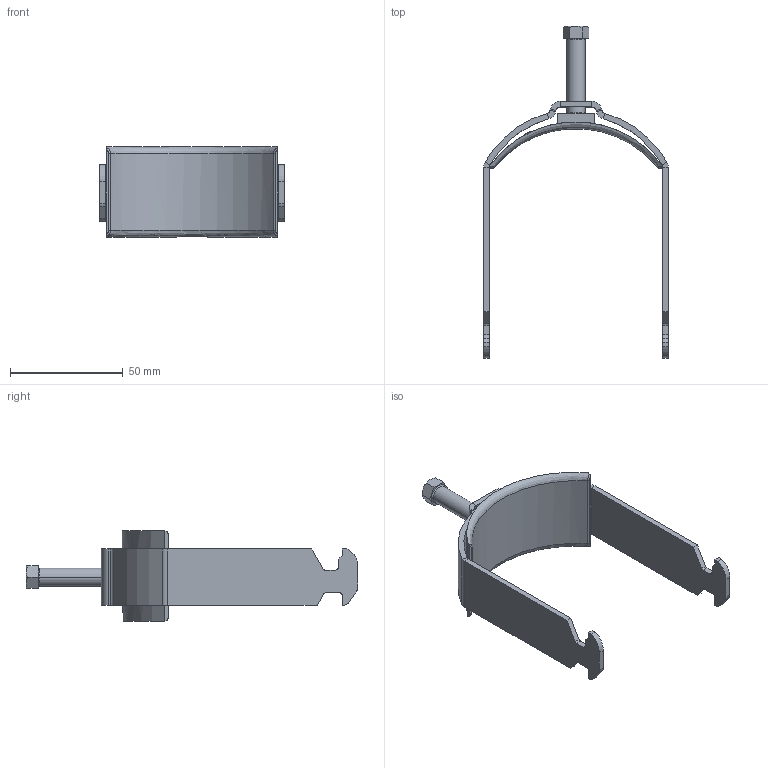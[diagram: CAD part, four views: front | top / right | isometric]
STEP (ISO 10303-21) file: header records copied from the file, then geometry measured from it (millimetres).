
FILE_DESCRIPTION((''),'2;1');
FILE_NAME('1160761_ASM','2015-06-18T',('AndreasKeweloh'),(''),'CREO PARAMETRIC BY PTC INC, 2015080','CREO PARAMETRIC BY PTC INC, 2015080','');
FILE_SCHEMA(('CONFIG_CONTROL_DESIGN'));
Length unit declared in the file: millimetre
Products named in the file (5): EB104-13-01; EB104-13-02; EB104-00-04; EB104-00-03_DRUCKSCHRAUBE_-_M8_; 1160761_ASM
Assembly tree (4 placements, depth 2):
  1160761_ASM
    EB104-13-01
    EB104-13-02
    EB104-00-04
    EB104-00-03_DRUCKSCHRAUBE_-_M8_
Bounding box: 82 x 147.5 x 40 mm (x, y, z)
Volume: 28514.9 mm3; surface area: 24216.1 mm2
Topology: 4 solids, 4 shells, 316 faces, 811 edges, 520 vertices
Faces by surface type: plane 137, bspline 88, cylinder 51, extrusion 32, cone 4, torus 4
Entity records: 17297 total; most frequent: CARTESIAN_POINT 10145, ORIENTED_EDGE 1622, DIRECTION 1138, EDGE_CURVE 811, VERTEX_POINT 520, VECTOR 468, LINE 436, AXIS2_PLACEMENT_3D 335
